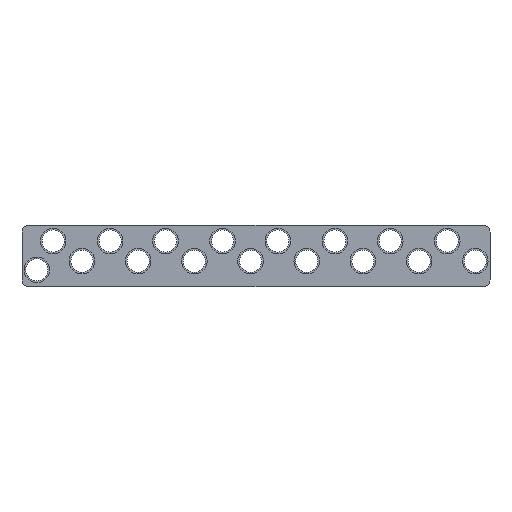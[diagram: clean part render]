
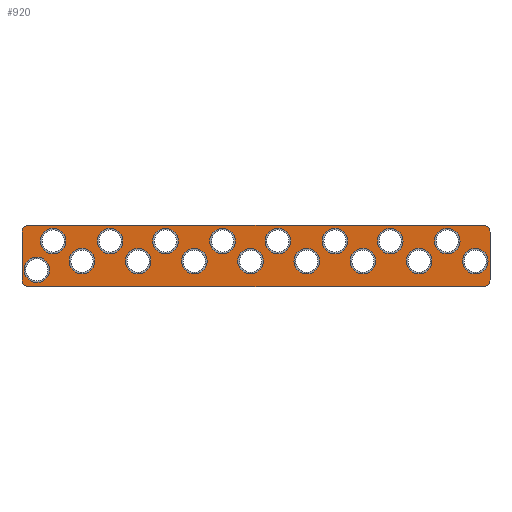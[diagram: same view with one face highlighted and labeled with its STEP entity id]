
A CAD part, left-side view. The second image highlights one B-rep face of the part: STEP entity #920.
In plain terms, the highlighted planar face has unit normal (-1, 0, 0).
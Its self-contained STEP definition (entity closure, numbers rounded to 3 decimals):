
#105=VECTOR('',#1193,1.);
#108=VECTOR('',#1197,1.);
#109=VECTOR('',#1200,1.);
#110=VECTOR('',#1203,1.);
#121=LINE('',#1461,#105);
#124=LINE('',#1467,#108);
#125=LINE('',#1471,#109);
#126=LINE('',#1475,#110);
#209=VERTEX_POINT('',#1456);
#210=VERTEX_POINT('',#1458);
#211=VERTEX_POINT('',#1462);
#213=VERTEX_POINT('',#1468);
#214=VERTEX_POINT('',#1470);
#215=VERTEX_POINT('',#1472);
#216=VERTEX_POINT('',#1474);
#217=VERTEX_POINT('',#1476);
#218=VERTEX_POINT('',#1479);
#219=VERTEX_POINT('',#1481);
#220=VERTEX_POINT('',#1483);
#221=VERTEX_POINT('',#1485);
#222=VERTEX_POINT('',#1487);
#223=VERTEX_POINT('',#1489);
#224=VERTEX_POINT('',#1491);
#225=VERTEX_POINT('',#1493);
#226=VERTEX_POINT('',#1495);
#227=VERTEX_POINT('',#1497);
#228=VERTEX_POINT('',#1499);
#229=VERTEX_POINT('',#1501);
#230=VERTEX_POINT('',#1503);
#231=VERTEX_POINT('',#1505);
#232=VERTEX_POINT('',#1507);
#233=VERTEX_POINT('',#1509);
#234=VERTEX_POINT('',#1511);
#292=CIRCLE('',#1015,2.);
#293=CIRCLE('',#1018,2.);
#294=CIRCLE('',#1019,2.);
#295=CIRCLE('',#1020,2.);
#296=CIRCLE('',#1021,3.75);
#297=CIRCLE('',#1022,3.75);
#298=CIRCLE('',#1023,3.75);
#299=CIRCLE('',#1024,3.75);
#300=CIRCLE('',#1025,3.75);
#301=CIRCLE('',#1026,3.75);
#302=CIRCLE('',#1027,3.75);
#303=CIRCLE('',#1028,3.75);
#304=CIRCLE('',#1029,3.75);
#305=CIRCLE('',#1030,3.75);
#306=CIRCLE('',#1031,3.75);
#307=CIRCLE('',#1032,3.75);
#308=CIRCLE('',#1033,3.75);
#309=CIRCLE('',#1034,3.75);
#310=CIRCLE('',#1035,3.75);
#311=CIRCLE('',#1036,3.75);
#312=CIRCLE('',#1037,3.75);
#369=EDGE_CURVE('',#209,#210,#292,.T.);
#371=EDGE_CURVE('',#211,#210,#121,.T.);
#374=EDGE_CURVE('',#209,#213,#124,.T.);
#375=EDGE_CURVE('',#214,#213,#293,.T.);
#376=EDGE_CURVE('',#214,#215,#125,.T.);
#377=EDGE_CURVE('',#216,#215,#294,.T.);
#378=EDGE_CURVE('',#216,#217,#126,.T.);
#379=EDGE_CURVE('',#211,#217,#295,.T.);
#380=EDGE_CURVE('',#218,#218,#296,.T.);
#381=EDGE_CURVE('',#219,#219,#297,.T.);
#382=EDGE_CURVE('',#220,#220,#298,.T.);
#383=EDGE_CURVE('',#221,#221,#299,.T.);
#384=EDGE_CURVE('',#222,#222,#300,.T.);
#385=EDGE_CURVE('',#223,#223,#301,.T.);
#386=EDGE_CURVE('',#224,#224,#302,.T.);
#387=EDGE_CURVE('',#225,#225,#303,.T.);
#388=EDGE_CURVE('',#226,#226,#304,.T.);
#389=EDGE_CURVE('',#227,#227,#305,.T.);
#390=EDGE_CURVE('',#228,#228,#306,.T.);
#391=EDGE_CURVE('',#229,#229,#307,.T.);
#392=EDGE_CURVE('',#230,#230,#308,.T.);
#393=EDGE_CURVE('',#231,#231,#309,.T.);
#394=EDGE_CURVE('',#232,#232,#310,.T.);
#395=EDGE_CURVE('',#233,#233,#311,.T.);
#396=EDGE_CURVE('',#234,#234,#312,.T.);
#467=ORIENTED_EDGE('',*,*,#369,.F.);
#468=ORIENTED_EDGE('',*,*,#374,.T.);
#469=ORIENTED_EDGE('',*,*,#375,.F.);
#470=ORIENTED_EDGE('',*,*,#376,.T.);
#471=ORIENTED_EDGE('',*,*,#377,.F.);
#472=ORIENTED_EDGE('',*,*,#378,.T.);
#473=ORIENTED_EDGE('',*,*,#379,.F.);
#474=ORIENTED_EDGE('',*,*,#371,.T.);
#475=ORIENTED_EDGE('',*,*,#380,.T.);
#476=ORIENTED_EDGE('',*,*,#381,.T.);
#477=ORIENTED_EDGE('',*,*,#382,.T.);
#478=ORIENTED_EDGE('',*,*,#383,.T.);
#479=ORIENTED_EDGE('',*,*,#384,.T.);
#480=ORIENTED_EDGE('',*,*,#385,.T.);
#481=ORIENTED_EDGE('',*,*,#386,.T.);
#482=ORIENTED_EDGE('',*,*,#387,.T.);
#483=ORIENTED_EDGE('',*,*,#388,.T.);
#484=ORIENTED_EDGE('',*,*,#389,.T.);
#485=ORIENTED_EDGE('',*,*,#390,.T.);
#486=ORIENTED_EDGE('',*,*,#391,.T.);
#487=ORIENTED_EDGE('',*,*,#392,.T.);
#488=ORIENTED_EDGE('',*,*,#393,.T.);
#489=ORIENTED_EDGE('',*,*,#394,.T.);
#490=ORIENTED_EDGE('',*,*,#395,.T.);
#491=ORIENTED_EDGE('',*,*,#396,.T.);
#645=EDGE_LOOP('',(#467,#468,#469,#470,#471,#472,#473,#474));
#646=EDGE_LOOP('',(#475));
#647=EDGE_LOOP('',(#476));
#648=EDGE_LOOP('',(#477));
#649=EDGE_LOOP('',(#478));
#650=EDGE_LOOP('',(#479));
#651=EDGE_LOOP('',(#480));
#652=EDGE_LOOP('',(#481));
#653=EDGE_LOOP('',(#482));
#654=EDGE_LOOP('',(#483));
#655=EDGE_LOOP('',(#484));
#656=EDGE_LOOP('',(#485));
#657=EDGE_LOOP('',(#486));
#658=EDGE_LOOP('',(#487));
#659=EDGE_LOOP('',(#488));
#660=EDGE_LOOP('',(#489));
#661=EDGE_LOOP('',(#490));
#662=EDGE_LOOP('',(#491));
#791=FACE_BOUND('',#645,.T.);
#792=FACE_BOUND('',#646,.T.);
#793=FACE_BOUND('',#647,.T.);
#794=FACE_BOUND('',#648,.T.);
#795=FACE_BOUND('',#649,.T.);
#796=FACE_BOUND('',#650,.T.);
#797=FACE_BOUND('',#651,.T.);
#798=FACE_BOUND('',#652,.T.);
#799=FACE_BOUND('',#653,.T.);
#800=FACE_BOUND('',#654,.T.);
#801=FACE_BOUND('',#655,.T.);
#802=FACE_BOUND('',#656,.T.);
#803=FACE_BOUND('',#657,.T.);
#804=FACE_BOUND('',#658,.T.);
#805=FACE_BOUND('',#659,.T.);
#806=FACE_BOUND('',#660,.T.);
#807=FACE_BOUND('',#661,.T.);
#808=FACE_BOUND('',#662,.T.);
#920=ADVANCED_FACE('',(#791,#792,#793,#794,#795,#796,#797,#798,#799,#800,
#801,#802,#803,#804,#805,#806,#807,#808),#1621,.F.);
#1015=AXIS2_PLACEMENT_3D('',#1457,#1189,#1190);
#1017=AXIS2_PLACEMENT_3D('',#1466,#1196,$);
#1018=AXIS2_PLACEMENT_3D('',#1469,#1198,#1199);
#1019=AXIS2_PLACEMENT_3D('',#1473,#1201,#1202);
#1020=AXIS2_PLACEMENT_3D('',#1477,#1204,#1205);
#1021=AXIS2_PLACEMENT_3D('',#1478,#1206,#1207);
#1022=AXIS2_PLACEMENT_3D('',#1480,#1208,#1209);
#1023=AXIS2_PLACEMENT_3D('',#1482,#1210,#1211);
#1024=AXIS2_PLACEMENT_3D('',#1484,#1212,#1213);
#1025=AXIS2_PLACEMENT_3D('',#1486,#1214,#1215);
#1026=AXIS2_PLACEMENT_3D('',#1488,#1216,#1217);
#1027=AXIS2_PLACEMENT_3D('',#1490,#1218,#1219);
#1028=AXIS2_PLACEMENT_3D('',#1492,#1220,#1221);
#1029=AXIS2_PLACEMENT_3D('',#1494,#1222,#1223);
#1030=AXIS2_PLACEMENT_3D('',#1496,#1224,#1225);
#1031=AXIS2_PLACEMENT_3D('',#1498,#1226,#1227);
#1032=AXIS2_PLACEMENT_3D('',#1500,#1228,#1229);
#1033=AXIS2_PLACEMENT_3D('',#1502,#1230,#1231);
#1034=AXIS2_PLACEMENT_3D('',#1504,#1232,#1233);
#1035=AXIS2_PLACEMENT_3D('',#1506,#1234,#1235);
#1036=AXIS2_PLACEMENT_3D('',#1508,#1236,#1237);
#1037=AXIS2_PLACEMENT_3D('',#1510,#1238,#1239);
#1189=DIRECTION('',(1.,0.,0.));
#1190=DIRECTION('',(0.,1.414,1.414));
#1193=DIRECTION('',(0.,1.,0.));
#1196=DIRECTION('',(1.,0.,0.));
#1197=DIRECTION('',(0.,0.,-1.));
#1198=DIRECTION('',(1.,0.,0.));
#1199=DIRECTION('',(0.,1.414,-1.414));
#1200=DIRECTION('',(0.,-1.,0.));
#1201=DIRECTION('',(1.,0.,0.));
#1202=DIRECTION('',(0.,-1.414,-1.414));
#1203=DIRECTION('',(0.,0.,1.));
#1204=DIRECTION('',(1.,0.,0.));
#1205=DIRECTION('',(0.,-1.414,1.414));
#1206=DIRECTION('',(1.,0.,0.));
#1207=DIRECTION('',(0.,0.,3.75));
#1208=DIRECTION('',(1.,0.,0.));
#1209=DIRECTION('',(0.,0.,3.75));
#1210=DIRECTION('',(1.,0.,0.));
#1211=DIRECTION('',(0.,0.,3.75));
#1212=DIRECTION('',(1.,0.,0.));
#1213=DIRECTION('',(0.,0.,3.75));
#1214=DIRECTION('',(1.,0.,0.));
#1215=DIRECTION('',(0.,0.,3.75));
#1216=DIRECTION('',(1.,0.,0.));
#1217=DIRECTION('',(0.,0.,3.75));
#1218=DIRECTION('',(1.,0.,0.));
#1219=DIRECTION('',(0.,0.,3.75));
#1220=DIRECTION('',(1.,0.,0.));
#1221=DIRECTION('',(0.,0.,3.75));
#1222=DIRECTION('',(1.,0.,0.));
#1223=DIRECTION('',(0.,0.,3.75));
#1224=DIRECTION('',(1.,0.,0.));
#1225=DIRECTION('',(0.,0.,3.75));
#1226=DIRECTION('',(1.,0.,0.));
#1227=DIRECTION('',(0.,0.,3.75));
#1228=DIRECTION('',(1.,0.,0.));
#1229=DIRECTION('',(0.,0.,3.75));
#1230=DIRECTION('',(1.,0.,0.));
#1231=DIRECTION('',(0.,0.,3.75));
#1232=DIRECTION('',(1.,0.,0.));
#1233=DIRECTION('',(0.,0.,3.75));
#1234=DIRECTION('',(1.,0.,0.));
#1235=DIRECTION('',(0.,0.,3.75));
#1236=DIRECTION('',(1.,0.,0.));
#1237=DIRECTION('',(0.,0.,3.75));
#1238=DIRECTION('',(1.,0.,0.));
#1239=DIRECTION('',(0.,0.,3.75));
#1456=CARTESIAN_POINT('',(0.,16.14,4.746));
#1457=CARTESIAN_POINT('',(0.,14.14,4.746));
#1458=CARTESIAN_POINT('',(0.,14.14,6.746));
#1461=CARTESIAN_POINT('',(0.,-121.297,6.746));
#1462=CARTESIAN_POINT('',(0.,-119.297,6.746));
#1466=CARTESIAN_POINT('',(0.,-52.578,-2.254));
#1467=CARTESIAN_POINT('',(0.,16.14,6.746));
#1468=CARTESIAN_POINT('',(0.,16.14,-9.254));
#1469=CARTESIAN_POINT('',(0.,14.14,-9.254));
#1470=CARTESIAN_POINT('',(0.,14.14,-11.254));
#1471=CARTESIAN_POINT('',(0.,16.14,-11.254));
#1472=CARTESIAN_POINT('',(0.,-119.297,-11.254));
#1473=CARTESIAN_POINT('',(0.,-119.297,-9.254));
#1474=CARTESIAN_POINT('',(0.,-121.297,-9.254));
#1475=CARTESIAN_POINT('',(0.,-121.297,-11.254));
#1476=CARTESIAN_POINT('',(0.,-121.297,4.746));
#1477=CARTESIAN_POINT('',(0.,-119.297,4.746));
#1478=CARTESIAN_POINT('',(0.,-108.753,2.132));
#1479=CARTESIAN_POINT('',(0.,-108.753,-1.618));
#1480=CARTESIAN_POINT('',(0.,-92.002,2.132));
#1481=CARTESIAN_POINT('',(0.,-92.002,-1.618));
#1482=CARTESIAN_POINT('',(0.,-75.753,2.132));
#1483=CARTESIAN_POINT('',(0.,-75.753,-1.618));
#1484=CARTESIAN_POINT('',(0.,-59.002,2.132));
#1485=CARTESIAN_POINT('',(0.,-59.002,-1.618));
#1486=CARTESIAN_POINT('',(0.,-42.753,2.132));
#1487=CARTESIAN_POINT('',(0.,-42.753,-1.618));
#1488=CARTESIAN_POINT('',(0.,-26.002,2.132));
#1489=CARTESIAN_POINT('',(0.,-26.002,-1.618));
#1490=CARTESIAN_POINT('',(0.,-9.753,2.132));
#1491=CARTESIAN_POINT('',(0.,-9.753,-1.618));
#1492=CARTESIAN_POINT('',(0.,6.998,2.132));
#1493=CARTESIAN_POINT('',(0.,6.998,-1.618));
#1494=CARTESIAN_POINT('',(0.,11.798,-6.304));
#1495=CARTESIAN_POINT('',(0.,11.798,-10.054));
#1496=CARTESIAN_POINT('',(0.,-1.477,-3.768));
#1497=CARTESIAN_POINT('',(0.,-1.477,-7.518));
#1498=CARTESIAN_POINT('',(0.,-17.977,-3.768));
#1499=CARTESIAN_POINT('',(0.,-17.977,-7.518));
#1500=CARTESIAN_POINT('',(0.,-34.477,-3.768));
#1501=CARTESIAN_POINT('',(0.,-34.477,-7.518));
#1502=CARTESIAN_POINT('',(0.,-50.977,-3.768));
#1503=CARTESIAN_POINT('',(0.,-50.977,-7.518));
#1504=CARTESIAN_POINT('',(0.,-67.477,-3.768));
#1505=CARTESIAN_POINT('',(0.,-67.477,-7.518));
#1506=CARTESIAN_POINT('',(0.,-83.977,-3.768));
#1507=CARTESIAN_POINT('',(0.,-83.977,-7.518));
#1508=CARTESIAN_POINT('',(0.,-100.477,-3.768));
#1509=CARTESIAN_POINT('',(0.,-100.477,-7.518));
#1510=CARTESIAN_POINT('',(0.,-116.977,-3.768));
#1511=CARTESIAN_POINT('',(0.,-116.977,-7.518));
#1621=PLANE('',#1017);
